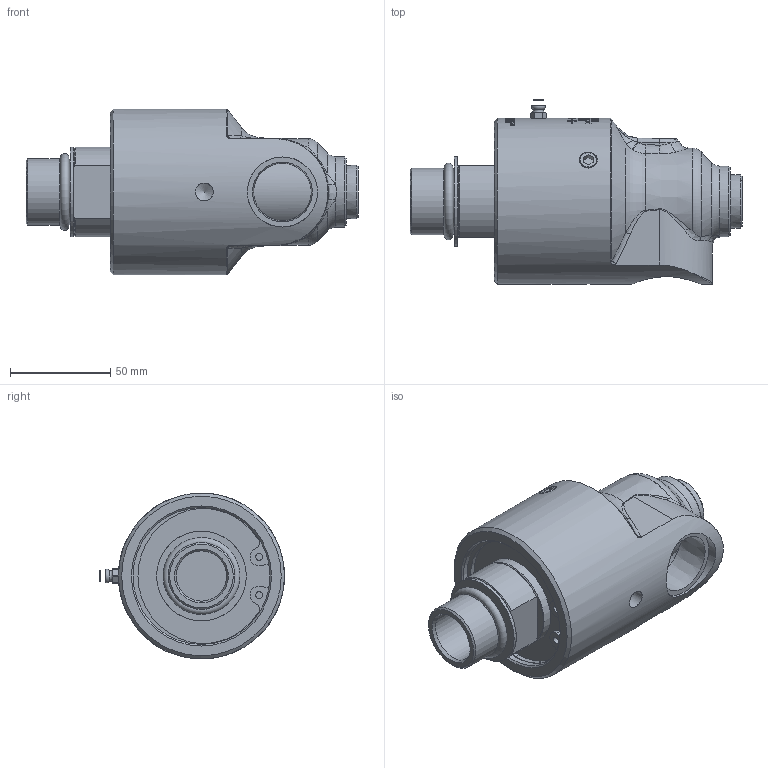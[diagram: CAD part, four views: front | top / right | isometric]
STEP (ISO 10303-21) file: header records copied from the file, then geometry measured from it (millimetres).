
FILE_DESCRIPTION(/* description */ (''),/* implementation_level */ '2;1');
FILE_NAME(/* name */ '357-051-198-IC.stp',/* time_stamp */ '2022-02-21T13:31:17-06:00',/* author */ ('nreyna'),/* organization */ (''),/* preprocessor_version */ 'ST-DEVELOPER v18.1',/* originating_system */ 'Autodesk Inventor 2022',/* authorisation */ '');
FILE_SCHEMA (('AUTOMOTIVE_DESIGN { 1 0 10303 214 3 1 1 }'));
Products named in the file (1): 357-051-198-IC
Bounding box: 165.2 x 92.01 x 82.6 mm (x, y, z)
Volume: 482404.8 mm3; surface area: 60919.9 mm2
Topology: 8 solids, 8 shells, 1266 faces, 3381 edges, 2240 vertices
Faces by surface type: bspline 591, plane 471, cylinder 141, cone 52, torus 11
Full cylindrical faces by diameter (mm): 2.005 x1, 3.444 x2, 3.5 x1, 5.359 x1, 6.35 x1, 8.917 x3, 9 x2, 25 x1, 33.249 x1, 34.9 x1, 44.65 x2, 68.1 x1, 73.8 x1, 82.6 x1
Entity records: 53869 total; most frequent: CARTESIAN_POINT 25491, ORIENTED_EDGE 6748, DIRECTION 4186, EDGE_CURVE 3374, VERTEX_POINT 2240, AXIS2_PLACEMENT_3D 1404, EDGE_LOOP 1389, LINE 1378
